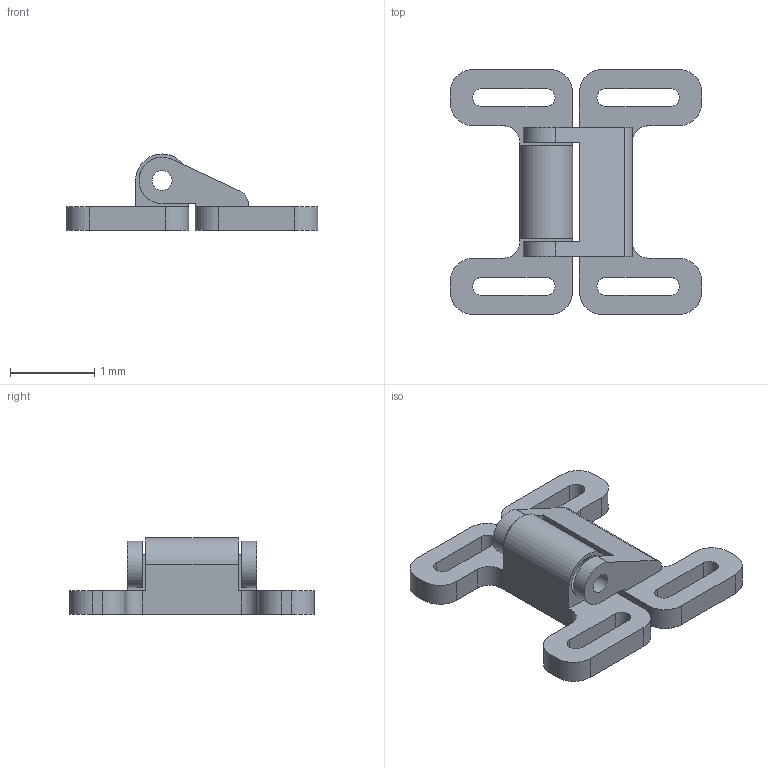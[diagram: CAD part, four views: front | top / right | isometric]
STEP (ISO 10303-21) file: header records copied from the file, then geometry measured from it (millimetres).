
FILE_DESCRIPTION((''),'2;1');
FILE_NAME('15AC8745.stp','2015-07-20T10:31:48',(''),(''),'Mechanical Desktop 2011','Mechanical Desktop 2011',', , ');
FILE_SCHEMA(('CONFIG_CONTROL_DESIGN'));
Length unit declared in the file: millimetre
Products named in the file (22): Product; *U2; *U3; *U4; *U5; *U6; *U7; *U8; *U9; *U10; *U11; *U12; *U13; *U14; *U15; *U16; *U17; *U18; *U19; *U20; *U21; *U22
Assembly tree (21 placements, depth 4):
  Product
    *U2
      *U3
        *U4
        *U5
        *U6
        *U7
        *U8
        *U9
        *U10
        *U11
        *U12
      *U13
        *U14
        *U15
        *U16
        *U17
        *U18
        *U19
        *U20
        *U21
        *U22
Bounding box: 2.99 x 2.91 x 0.91 mm (x, y, z)
Volume: 1.7 mm3; surface area: 26.1 mm2
Topology: 2 solids, 2 shells, 196 faces, 480 edges, 296 vertices
Faces by surface type: cylinder 93, plane 74, sphere 26, bspline 3
Entity records: 6481 total; most frequent: CARTESIAN_POINT 1478, DIRECTION 1031, ORIENTED_EDGE 960, EDGE_CURVE 480, AXIS2_PLACEMENT_3D 376, VERTEX_POINT 296, VECTOR 279, LINE 279
